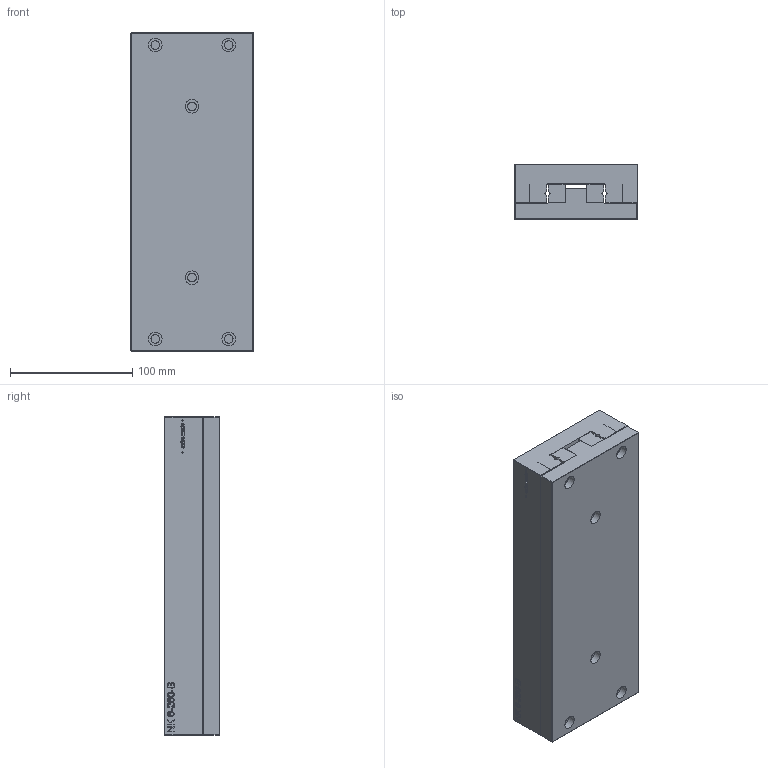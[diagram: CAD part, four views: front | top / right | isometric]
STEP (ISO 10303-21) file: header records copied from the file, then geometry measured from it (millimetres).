
FILE_DESCRIPTION(('FreeCAD Model'),'2;1');
FILE_NAME('NK 6-260-B.step', '2020-06-23T15:37:15',('Author'),(''), 'Open CASCADE STEP processor 6.8','FreeCAD','Unknown');
FILE_SCHEMA(('AUTOMOTIVE_DESIGN_CC2 { 1 2 10303 214 -1 1 5 4 }'));
Length unit declared in the file: millimetre
Products named in the file (3): ASSEMBLY; OT; UT
Assembly tree (2 placements, depth 2):
  ASSEMBLY
    OT
    UT
Bounding box: 100 x 45 x 260 mm (x, y, z)
Volume: 1129232.4 mm3; surface area: 201452.7 mm2
Topology: 4 solids, 4 shells, 767 faces, 2099 edges, 1384 vertices
Faces by surface type: extrusion 447, plane 291, cylinder 20, cone 8, bspline 1
Full cylindrical faces by diameter (mm): 6 x8, 7 x6, 11 x6
Entity records: 52536 total; most frequent: CARTESIAN_POINT 13445, DIRECTION 5635, VECTOR 4809, LINE 4362, ORIENTED_EDGE 4198, PCURVE 4198, DEFINITIONAL_REPRESENTATION 4198, B_SPLINE_CURVE_WITH_KNOTS 2262
